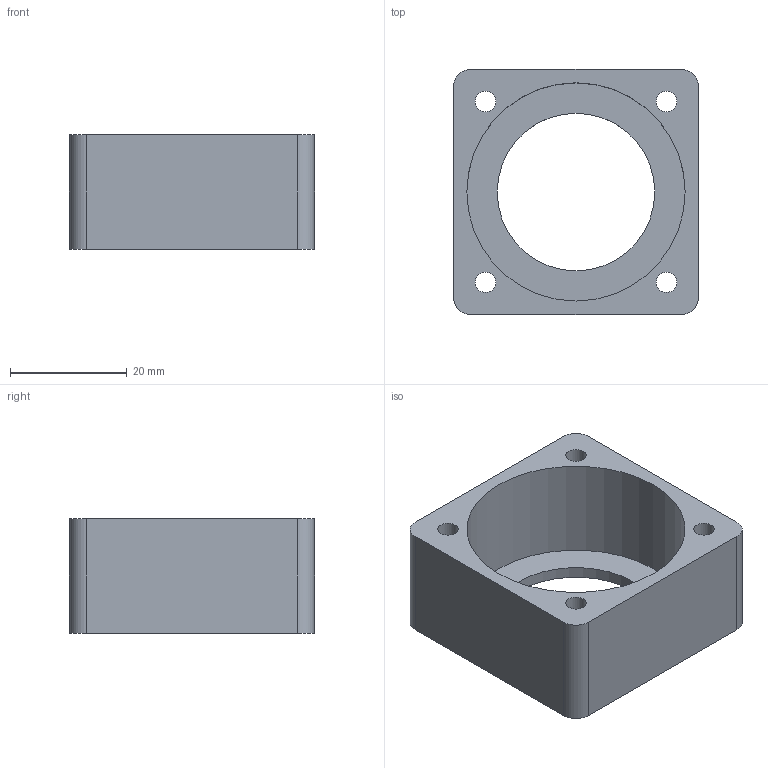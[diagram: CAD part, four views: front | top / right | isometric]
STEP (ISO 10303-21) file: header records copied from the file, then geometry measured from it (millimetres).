
FILE_DESCRIPTION(/* description */ (''),/* implementation_level */ '2;1');
FILE_NAME(/* name */ '6. Cover v6.step',/* time_stamp */ '2024-05-28T16:40:41+02:00',/* author */ (''),/* organization */ (''),/* preprocessor_version */ 'ST-DEVELOPER v20',/* originating_system */ 'Autodesk Translation Framework v13.14.0.145',/* authorisation */ '');
FILE_SCHEMA (('AUTOMOTIVE_DESIGN { 1 0 10303 214 3 1 1 }'));
Length unit declared in the file: millimetre
Products named in the file (1): 6. Cover
Bounding box: 42 x 42 x 19.6 mm (x, y, z)
Volume: 12458.7 mm3; surface area: 8879.3 mm2
Topology: 1 solids, 1 shells, 29 faces, 62 edges, 40 vertices
Faces by surface type: cylinder 14, plane 11, cone 4
Full cylindrical faces by diameter (mm): 3.5 x4, 5.6 x4, 27 x1, 37.4 x1
Entity records: 856 total; most frequent: DIRECTION 154, CARTESIAN_POINT 132, ORIENTED_EDGE 124, EDGE_CURVE 62, AXIS2_PLACEMENT_3D 62, EDGE_LOOP 44, VERTEX_POINT 40, CIRCLE 32
